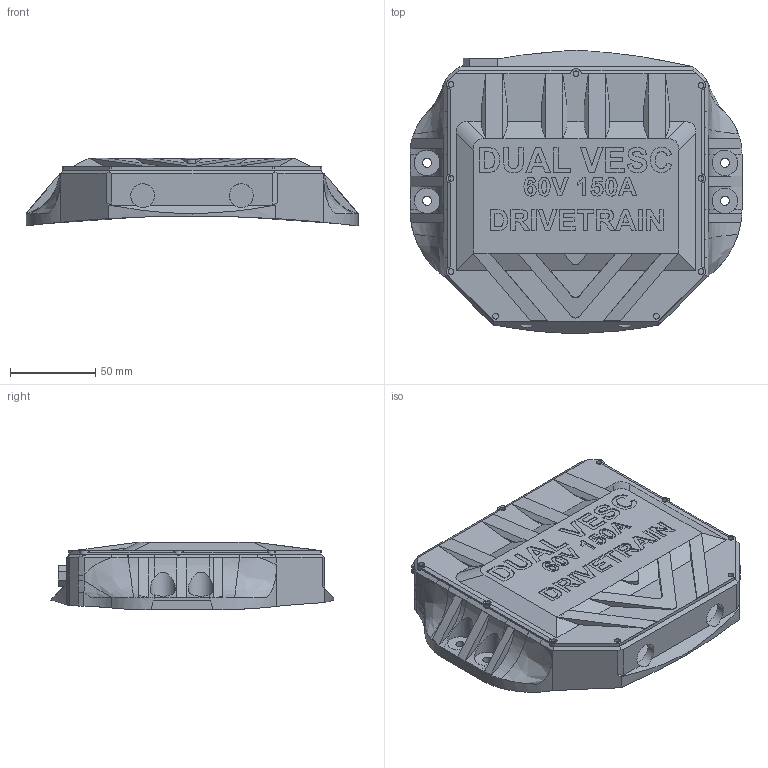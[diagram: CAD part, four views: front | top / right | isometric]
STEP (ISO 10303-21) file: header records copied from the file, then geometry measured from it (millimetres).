
FILE_DESCRIPTION(/* description */ (''),/* implementation_level */ '2;1');
FILE_NAME(/* name */ 'Vesc_casing+Cover_made_for_esk8_de_hellray_vesc.step',/* time_stamp */ '2019-03-30T11:19:39+01:00',/* author */ ('pryside'),/* organization */ (''),/* preprocessor_version */ 'ST-DEVELOPER v17.2',/* originating_system */ 'Autodesk Translation Framework v7.6.0.251',/* authorisation */ '');
FILE_SCHEMA (('AUTOMOTIVE_DESIGN { 1 0 10303 214 3 1 1 }'));
Length unit declared in the file: millimetre
Products named in the file (2): eBoardVESCcase; Vesc Casing
Assembly tree (1 placements, depth 2):
  eBoardVESCcase
    Vesc Casing
Bounding box: 194.4 x 165.81 x 39.72 mm (x, y, z)
Volume: 251624.3 mm3; surface area: 143882 mm2
Topology: 3 solids, 3 shells, 805 faces, 2210 edges, 1451 vertices
Faces by surface type: plane 484, bspline 232, cylinder 82, cone 7
Full cylindrical faces by diameter (mm): 2.4 x2, 3.2 x2, 3.4 x18, 5 x2, 5.2 x4, 7 x2, 14 x2, 15 x4
Entity records: 28455 total; most frequent: CARTESIAN_POINT 9375, ORIENTED_EDGE 4406, DIRECTION 3087, EDGE_CURVE 2203, LINE 1471, VECTOR 1471, VERTEX_POINT 1451, EDGE_LOOP 899
